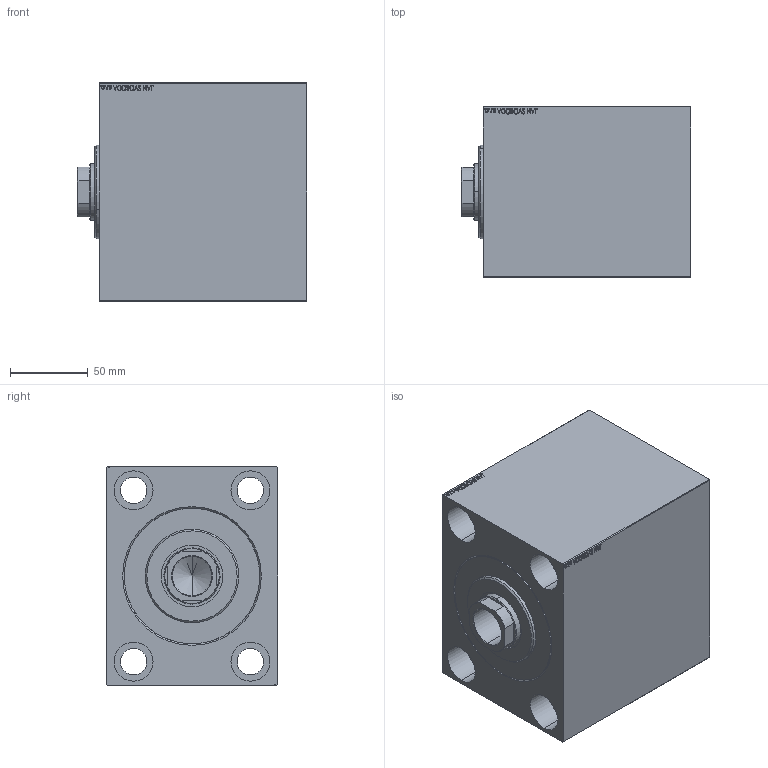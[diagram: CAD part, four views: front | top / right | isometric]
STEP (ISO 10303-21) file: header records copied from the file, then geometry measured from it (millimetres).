
FILE_DESCRIPTION (( 'STEP AP203' ), '1' );
FILE_NAME ('8191.STEP', '2022-04-17T02:30:35', ( '' ), ( '' ), 'SwSTEP 2.0', 'SolidWorks 2019', '' );
FILE_SCHEMA (( 'CONFIG_CONTROL_DESIGN' ));
Length unit declared in the file: millimetre
Products named in the file (4): 8191; V450CM_C_Body 641b11ec13e5e5c642af551d88c4a22d; V450CM_C_VCP 641b11ec13e5e5c642af551d88c4a22d; V450CM_VC_B 641b11ec13e5e5c642af551d88c4a22d
Assembly tree (3 placements, depth 2):
  8191
    V450CM_C_Body 641b11ec13e5e5c642af551d88c4a22d
    V450CM_C_VCP 641b11ec13e5e5c642af551d88c4a22d
    V450CM_VC_B 641b11ec13e5e5c642af551d88c4a22d
Bounding box: 147 x 110 x 140 mm (x, y, z)
Volume: 1721499.8 mm3; surface area: 212357.8 mm2
Topology: 3 solids, 3 shells, 866 faces, 2223 edges, 1474 vertices
Faces by surface type: plane 410, bspline 380, cylinder 62, cone 14
Entity records: 44157 total; most frequent: CARTESIAN_POINT 25167, ORIENTED_EDGE 4442, DIRECTION 2569, EDGE_CURVE 2221, VERTEX_POINT 1474, LINE 1309, VECTOR 1309, EDGE_LOOP 993
